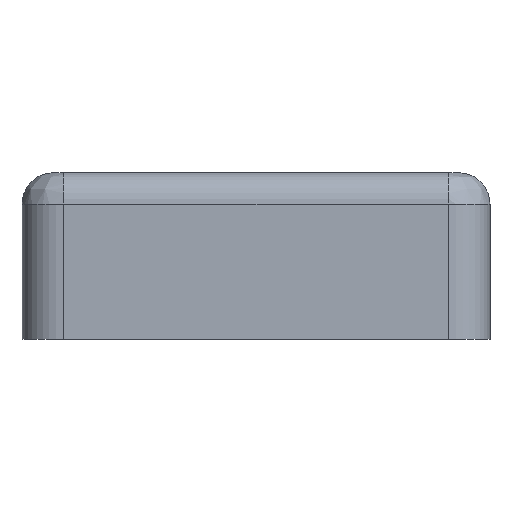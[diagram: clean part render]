
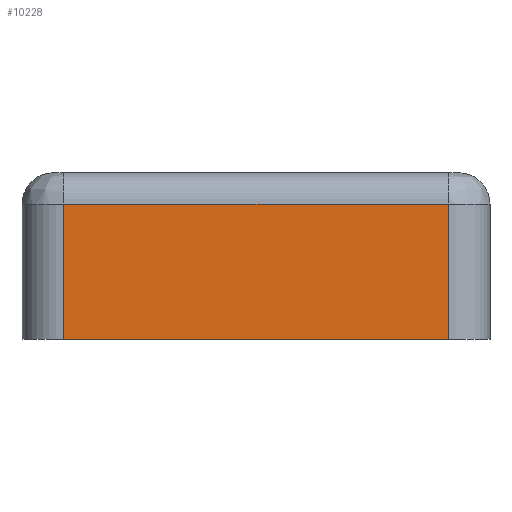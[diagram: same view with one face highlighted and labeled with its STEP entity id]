
A CAD part, left-side view. The second image highlights one B-rep face of the part: STEP entity #10228.
In plain terms, the highlighted planar face has unit normal (-1, 0, 0).
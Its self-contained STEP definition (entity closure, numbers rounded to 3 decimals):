
#8870 = PLANE('',#8871);
#8871 = AXIS2_PLACEMENT_3D('',#8872,#8873,#8874);
#8872 = CARTESIAN_POINT('',(45.,-22.5,0.));
#8873 = DIRECTION('',(0.,0.,-1.));
#8874 = DIRECTION('',(0.,-1.,0.));
#9159 = CYLINDRICAL_SURFACE('',#9160,3.);
#9160 = AXIS2_PLACEMENT_3D('',#9161,#9162,#9163);
#9161 = CARTESIAN_POINT('',(-42.,-22.5,13.));
#9162 = DIRECTION('',(0.,1.,-0.));
#9163 = DIRECTION('',(1.,0.,0.));
#9606 = VERTEX_POINT('',#9607);
#9607 = CARTESIAN_POINT('',(-45.,-18.5,13.));
#9653 = VERTEX_POINT('',#9654);
#9654 = CARTESIAN_POINT('',(-45.,18.5,13.));
#9698 = EDGE_CURVE('',#9653,#9606,#9699,.T.);
#9699 = SURFACE_CURVE('',#9700,(#9704,#9711),.PCURVE_S1.);
#9700 = LINE('',#9701,#9702);
#9701 = CARTESIAN_POINT('',(-45.,-22.5,13.));
#9702 = VECTOR('',#9703,1.);
#9703 = DIRECTION('',(0.,-1.,0.));
#9704 = PCURVE('',#9159,#9705);
#9705 = DEFINITIONAL_REPRESENTATION('',(#9706),#9710);
#9706 = LINE('',#9707,#9708);
#9707 = CARTESIAN_POINT('',(3.142,0.));
#9708 = VECTOR('',#9709,1.);
#9709 = DIRECTION('',(0.,-1.));
#9710 = ( GEOMETRIC_REPRESENTATION_CONTEXT(2) 
PARAMETRIC_REPRESENTATION_CONTEXT() REPRESENTATION_CONTEXT('2D SPACE',''
  ) );
#9711 = PCURVE('',#9712,#9717);
#9712 = PLANE('',#9713);
#9713 = AXIS2_PLACEMENT_3D('',#9714,#9715,#9716);
#9714 = CARTESIAN_POINT('',(-45.,22.5,16.));
#9715 = DIRECTION('',(1.,0.,0.));
#9716 = DIRECTION('',(0.,0.,1.));
#9717 = DEFINITIONAL_REPRESENTATION('',(#9718),#9722);
#9718 = LINE('',#9719,#9720);
#9719 = CARTESIAN_POINT('',(-3.,45.));
#9720 = VECTOR('',#9721,1.);
#9721 = DIRECTION('',(0.,1.));
#9722 = ( GEOMETRIC_REPRESENTATION_CONTEXT(2) 
PARAMETRIC_REPRESENTATION_CONTEXT() REPRESENTATION_CONTEXT('2D SPACE',''
  ) );
#10215 = CYLINDRICAL_SURFACE('',#10216,4.);
#10216 = AXIS2_PLACEMENT_3D('',#10217,#10218,#10219);
#10217 = CARTESIAN_POINT('',(-41.,-18.5,16.));
#10218 = DIRECTION('',(0.,0.,1.));
#10219 = DIRECTION('',(-1.,0.,0.));
#10228 = ADVANCED_FACE('',(#10229),#9712,.F.);
#10229 = FACE_BOUND('',#10230,.T.);
#10230 = EDGE_LOOP('',(#10231,#10232,#10260,#10283));
#10231 = ORIENTED_EDGE('',*,*,#9698,.F.);
#10232 = ORIENTED_EDGE('',*,*,#10233,.F.);
#10233 = EDGE_CURVE('',#10234,#9653,#10236,.T.);
#10234 = VERTEX_POINT('',#10235);
#10235 = CARTESIAN_POINT('',(-45.,18.5,0.));
#10236 = SURFACE_CURVE('',#10237,(#10241,#10248),.PCURVE_S1.);
#10237 = LINE('',#10238,#10239);
#10238 = CARTESIAN_POINT('',(-45.,18.5,16.));
#10239 = VECTOR('',#10240,1.);
#10240 = DIRECTION('',(0.,-0.,1.));
#10241 = PCURVE('',#9712,#10242);
#10242 = DEFINITIONAL_REPRESENTATION('',(#10243),#10247);
#10243 = LINE('',#10244,#10245);
#10244 = CARTESIAN_POINT('',(0.,4.));
#10245 = VECTOR('',#10246,1.);
#10246 = DIRECTION('',(1.,0.));
#10247 = ( GEOMETRIC_REPRESENTATION_CONTEXT(2) 
PARAMETRIC_REPRESENTATION_CONTEXT() REPRESENTATION_CONTEXT('2D SPACE',''
  ) );
#10248 = PCURVE('',#10249,#10254);
#10249 = CYLINDRICAL_SURFACE('',#10250,4.);
#10250 = AXIS2_PLACEMENT_3D('',#10251,#10252,#10253);
#10251 = CARTESIAN_POINT('',(-41.,18.5,16.));
#10252 = DIRECTION('',(0.,0.,1.));
#10253 = DIRECTION('',(-1.,0.,0.));
#10254 = DEFINITIONAL_REPRESENTATION('',(#10255),#10259);
#10255 = LINE('',#10256,#10257);
#10256 = CARTESIAN_POINT('',(6.283,0.));
#10257 = VECTOR('',#10258,1.);
#10258 = DIRECTION('',(0.,1.));
#10259 = ( GEOMETRIC_REPRESENTATION_CONTEXT(2) 
PARAMETRIC_REPRESENTATION_CONTEXT() REPRESENTATION_CONTEXT('2D SPACE',''
  ) );
#10260 = ORIENTED_EDGE('',*,*,#10261,.F.);
#10261 = EDGE_CURVE('',#10262,#10234,#10264,.T.);
#10262 = VERTEX_POINT('',#10263);
#10263 = CARTESIAN_POINT('',(-45.,-18.5,0.));
#10264 = SURFACE_CURVE('',#10265,(#10269,#10276),.PCURVE_S1.);
#10265 = LINE('',#10266,#10267);
#10266 = CARTESIAN_POINT('',(-45.,22.5,0.));
#10267 = VECTOR('',#10268,1.);
#10268 = DIRECTION('',(0.,1.,0.));
#10269 = PCURVE('',#9712,#10270);
#10270 = DEFINITIONAL_REPRESENTATION('',(#10271),#10275);
#10271 = LINE('',#10272,#10273);
#10272 = CARTESIAN_POINT('',(-16.,0.));
#10273 = VECTOR('',#10274,1.);
#10274 = DIRECTION('',(0.,-1.));
#10275 = ( GEOMETRIC_REPRESENTATION_CONTEXT(2) 
PARAMETRIC_REPRESENTATION_CONTEXT() REPRESENTATION_CONTEXT('2D SPACE',''
  ) );
#10276 = PCURVE('',#8870,#10277);
#10277 = DEFINITIONAL_REPRESENTATION('',(#10278),#10282);
#10278 = LINE('',#10279,#10280);
#10279 = CARTESIAN_POINT('',(-45.,90.));
#10280 = VECTOR('',#10281,1.);
#10281 = DIRECTION('',(-1.,0.));
#10282 = ( GEOMETRIC_REPRESENTATION_CONTEXT(2) 
PARAMETRIC_REPRESENTATION_CONTEXT() REPRESENTATION_CONTEXT('2D SPACE',''
  ) );
#10283 = ORIENTED_EDGE('',*,*,#10284,.F.);
#10284 = EDGE_CURVE('',#9606,#10262,#10285,.T.);
#10285 = SURFACE_CURVE('',#10286,(#10290,#10297),.PCURVE_S1.);
#10286 = LINE('',#10287,#10288);
#10287 = CARTESIAN_POINT('',(-45.,-18.5,16.));
#10288 = VECTOR('',#10289,1.);
#10289 = DIRECTION('',(0.,0.,-1.));
#10290 = PCURVE('',#9712,#10291);
#10291 = DEFINITIONAL_REPRESENTATION('',(#10292),#10296);
#10292 = LINE('',#10293,#10294);
#10293 = CARTESIAN_POINT('',(0.,41.));
#10294 = VECTOR('',#10295,1.);
#10295 = DIRECTION('',(-1.,0.));
#10296 = ( GEOMETRIC_REPRESENTATION_CONTEXT(2) 
PARAMETRIC_REPRESENTATION_CONTEXT() REPRESENTATION_CONTEXT('2D SPACE',''
  ) );
#10297 = PCURVE('',#10215,#10298);
#10298 = DEFINITIONAL_REPRESENTATION('',(#10299),#10303);
#10299 = LINE('',#10300,#10301);
#10300 = CARTESIAN_POINT('',(0.,0.));
#10301 = VECTOR('',#10302,1.);
#10302 = DIRECTION('',(0.,-1.));
#10303 = ( GEOMETRIC_REPRESENTATION_CONTEXT(2) 
PARAMETRIC_REPRESENTATION_CONTEXT() REPRESENTATION_CONTEXT('2D SPACE',''
  ) );
